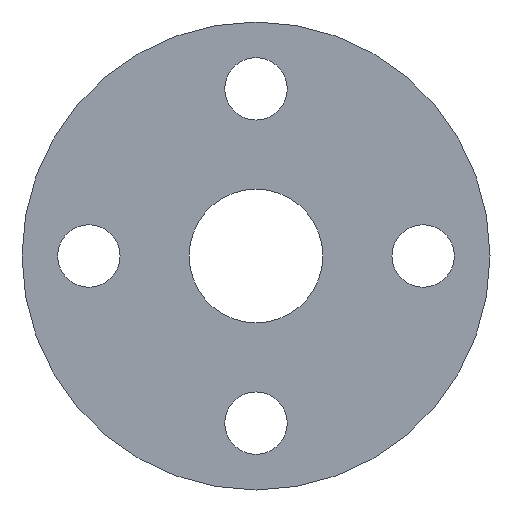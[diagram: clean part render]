
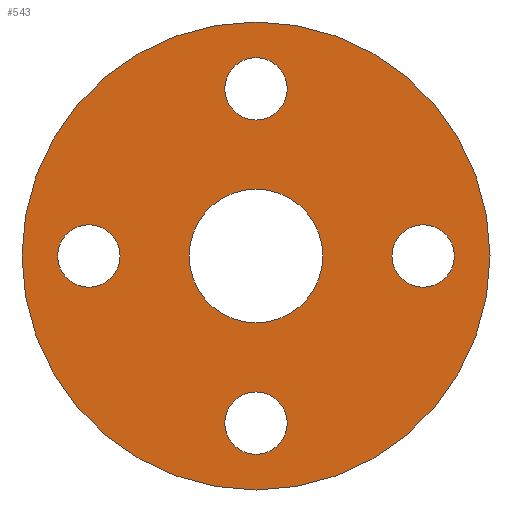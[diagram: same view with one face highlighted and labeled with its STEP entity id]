
A CAD part, front view. The second image highlights one B-rep face of the part: STEP entity #543.
In plain terms, the highlighted planar face has unit normal (0, -1, 0).
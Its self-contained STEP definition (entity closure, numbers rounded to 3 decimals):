
#15 = CARTESIAN_POINT ( 'NONE',  ( 0., 0., 0. ) ) ;
#17 = CARTESIAN_POINT ( 'NONE',  ( 0., 0., 44.5 ) ) ;
#19 = ORIENTED_EDGE ( 'NONE', *, *, #462, .F. ) ;
#21 = CARTESIAN_POINT ( 'NONE',  ( -37.5, 0., 0. ) ) ;
#23 = CARTESIAN_POINT ( 'NONE',  ( 37.5, 0., 0. ) ) ;
#29 = EDGE_LOOP ( 'NONE', ( #287, #163 ) ) ;
#40 = EDGE_CURVE ( 'NONE', #479, #95, #344, .T. ) ;
#53 = EDGE_CURVE ( 'NONE', #80, #495, #239, .T. ) ;
#55 = VERTEX_POINT ( 'NONE', #515 ) ;
#58 = AXIS2_PLACEMENT_3D ( 'NONE', #252, #477, #520 ) ;
#59 = DIRECTION ( 'NONE',  ( 0., 0., -1. ) ) ;
#60 = FACE_BOUND ( 'NONE', #181, .T. ) ;
#71 = DIRECTION ( 'NONE',  ( 0., 0., 1. ) ) ;
#80 = VERTEX_POINT ( 'NONE', #473 ) ;
#91 = CIRCLE ( 'NONE', #426, 7. ) ;
#93 = CARTESIAN_POINT ( 'NONE',  ( 37.5, 0., -7. ) ) ;
#95 = VERTEX_POINT ( 'NONE', #17 ) ;
#98 = DIRECTION ( 'NONE',  ( 0., 1., 0. ) ) ;
#99 = EDGE_LOOP ( 'NONE', ( #19, #236 ) ) ;
#104 = VERTEX_POINT ( 'NONE', #481 ) ;
#106 = EDGE_CURVE ( 'NONE', #495, #80, #527, .T. ) ;
#117 = DIRECTION ( 'NONE',  ( 0., 0., -1. ) ) ;
#123 = EDGE_CURVE ( 'NONE', #355, #170, #525, .T. ) ;
#124 = DIRECTION ( 'NONE',  ( 0., 1., 0. ) ) ;
#126 = DIRECTION ( 'NONE',  ( 0., 0., -1. ) ) ;
#156 = FACE_BOUND ( 'NONE', #29, .T. ) ;
#163 = ORIENTED_EDGE ( 'NONE', *, *, #373, .F. ) ;
#167 = EDGE_LOOP ( 'NONE', ( #312, #285 ) ) ;
#168 = DIRECTION ( 'NONE',  ( 0., 1., 0. ) ) ;
#170 = VERTEX_POINT ( 'NONE', #530 ) ;
#171 = CARTESIAN_POINT ( 'NONE',  ( 0., 0., 0. ) ) ;
#181 = EDGE_LOOP ( 'NONE', ( #383, #554 ) ) ;
#184 = EDGE_CURVE ( 'NONE', #170, #355, #307, .T. ) ;
#194 = AXIS2_PLACEMENT_3D ( 'NONE', #304, #272, #276 ) ;
#210 = DIRECTION ( 'NONE',  ( 0., -1., 0. ) ) ;
#222 = EDGE_LOOP ( 'NONE', ( #336, #361 ) ) ;
#223 = DIRECTION ( 'NONE',  ( 0., -1., 0. ) ) ;
#227 = AXIS2_PLACEMENT_3D ( 'NONE', #352, #210, #117 ) ;
#228 = EDGE_CURVE ( 'NONE', #575, #55, #334, .T. ) ;
#229 = AXIS2_PLACEMENT_3D ( 'NONE', #316, #573, #126 ) ;
#236 = ORIENTED_EDGE ( 'NONE', *, *, #480, .F. ) ;
#237 = CARTESIAN_POINT ( 'NONE',  ( 0., 0., 52.5 ) ) ;
#238 = EDGE_CURVE ( 'NONE', #104, #587, #487, .T. ) ;
#239 = CIRCLE ( 'NONE', #58, 7. ) ;
#242 = DIRECTION ( 'NONE',  ( 0., 0., -1. ) ) ;
#249 = CARTESIAN_POINT ( 'NONE',  ( 0., 0., 37.5 ) ) ;
#251 = EDGE_LOOP ( 'NONE', ( #534, #363 ) ) ;
#252 = CARTESIAN_POINT ( 'NONE',  ( -37.5, 0., 0. ) ) ;
#253 = FACE_OUTER_BOUND ( 'NONE', #222, .T. ) ;
#261 = VERTEX_POINT ( 'NONE', #93 ) ;
#272 = DIRECTION ( 'NONE',  ( 0., 1., 0. ) ) ;
#275 = VERTEX_POINT ( 'NONE', #580 ) ;
#276 = DIRECTION ( 'NONE',  ( 0., 0., 1. ) ) ;
#285 = ORIENTED_EDGE ( 'NONE', *, *, #228, .F. ) ;
#287 = ORIENTED_EDGE ( 'NONE', *, *, #40, .F. ) ;
#295 = EDGE_CURVE ( 'NONE', #55, #575, #569, .T. ) ;
#300 = DIRECTION ( 'NONE',  ( 0., -1., 0. ) ) ;
#304 = CARTESIAN_POINT ( 'NONE',  ( 0., 0., 0. ) ) ;
#307 = CIRCLE ( 'NONE', #194, 52.5 ) ;
#312 = ORIENTED_EDGE ( 'NONE', *, *, #295, .F. ) ;
#316 = CARTESIAN_POINT ( 'NONE',  ( 0., 0., -37.5 ) ) ;
#333 = AXIS2_PLACEMENT_3D ( 'NONE', #171, #168, #535 ) ;
#334 = CIRCLE ( 'NONE', #419, 7. ) ;
#336 = ORIENTED_EDGE ( 'NONE', *, *, #123, .F. ) ;
#344 = CIRCLE ( 'NONE', #227, 7. ) ;
#347 = FACE_BOUND ( 'NONE', #167, .T. ) ;
#350 = DIRECTION ( 'NONE',  ( 0., -1., 0. ) ) ;
#351 = DIRECTION ( 'NONE',  ( 0., 0., -1. ) ) ;
#352 = CARTESIAN_POINT ( 'NONE',  ( 0., 0., 37.5 ) ) ;
#355 = VERTEX_POINT ( 'NONE', #470 ) ;
#361 = ORIENTED_EDGE ( 'NONE', *, *, #184, .F. ) ;
#363 = ORIENTED_EDGE ( 'NONE', *, *, #53, .F. ) ;
#364 = CARTESIAN_POINT ( 'NONE',  ( 0., 0., -37.5 ) ) ;
#367 = DIRECTION ( 'NONE',  ( 0., 0., -1. ) ) ;
#370 = AXIS2_PLACEMENT_3D ( 'NONE', #376, #98, #551 ) ;
#373 = EDGE_CURVE ( 'NONE', #95, #479, #468, .T. ) ;
#376 = CARTESIAN_POINT ( 'NONE',  ( 0., 0., 0. ) ) ;
#382 = CARTESIAN_POINT ( 'NONE',  ( 37.5, 0., 0. ) ) ;
#383 = ORIENTED_EDGE ( 'NONE', *, *, #238, .T. ) ;
#386 = CARTESIAN_POINT ( 'NONE',  ( -37.5, 0., -7. ) ) ;
#388 = EDGE_CURVE ( 'NONE', #587, #104, #541, .T. ) ;
#395 = FACE_BOUND ( 'NONE', #251, .T. ) ;
#406 = AXIS2_PLACEMENT_3D ( 'NONE', #21, #439, #59 ) ;
#419 = AXIS2_PLACEMENT_3D ( 'NONE', #364, #223, #367 ) ;
#426 = AXIS2_PLACEMENT_3D ( 'NONE', #382, #475, #557 ) ;
#429 = DIRECTION ( 'NONE',  ( 0., -1., 0. ) ) ;
#439 = DIRECTION ( 'NONE',  ( 0., -1., 0. ) ) ;
#462 = EDGE_CURVE ( 'NONE', #261, #275, #581, .T. ) ;
#463 = AXIS2_PLACEMENT_3D ( 'NONE', #15, #124, #71 ) ;
#468 = CIRCLE ( 'NONE', #505, 7. ) ;
#470 = CARTESIAN_POINT ( 'NONE',  ( 0., 0., 52.5 ) ) ;
#473 = CARTESIAN_POINT ( 'NONE',  ( -37.5, 0., 7. ) ) ;
#475 = DIRECTION ( 'NONE',  ( 0., -1., 0. ) ) ;
#477 = DIRECTION ( 'NONE',  ( 0., -1., 0. ) ) ;
#479 = VERTEX_POINT ( 'NONE', #514 ) ;
#480 = EDGE_CURVE ( 'NONE', #275, #261, #91, .T. ) ;
#481 = CARTESIAN_POINT ( 'NONE',  ( 0., 0., 15. ) ) ;
#482 = DIRECTION ( 'NONE',  ( 0., 0., -1. ) ) ;
#487 = CIRCLE ( 'NONE', #333, 15. ) ;
#495 = VERTEX_POINT ( 'NONE', #386 ) ;
#505 = AXIS2_PLACEMENT_3D ( 'NONE', #249, #350, #482 ) ;
#514 = CARTESIAN_POINT ( 'NONE',  ( 0., 0., 30.5 ) ) ;
#515 = CARTESIAN_POINT ( 'NONE',  ( 0., 0., -44.5 ) ) ;
#516 = CARTESIAN_POINT ( 'NONE',  ( 0., 0., -30.5 ) ) ;
#518 = CARTESIAN_POINT ( 'NONE',  ( 0., 0., -15. ) ) ;
#520 = DIRECTION ( 'NONE',  ( 0., 0., -1. ) ) ;
#525 = CIRCLE ( 'NONE', #463, 52.5 ) ;
#527 = CIRCLE ( 'NONE', #406, 7. ) ;
#530 = CARTESIAN_POINT ( 'NONE',  ( 0., 0., -52.5 ) ) ;
#534 = ORIENTED_EDGE ( 'NONE', *, *, #106, .F. ) ;
#535 = DIRECTION ( 'NONE',  ( 0., 0., 1. ) ) ;
#541 = CIRCLE ( 'NONE', #370, 15. ) ;
#543 = ADVANCED_FACE ( 'NONE', ( #560, #156, #395, #347, #60, #253 ), #570, .T. ) ;
#549 = AXIS2_PLACEMENT_3D ( 'NONE', #23, #300, #351 ) ;
#551 = DIRECTION ( 'NONE',  ( 0., 0., 1. ) ) ;
#554 = ORIENTED_EDGE ( 'NONE', *, *, #388, .T. ) ;
#557 = DIRECTION ( 'NONE',  ( 0., 0., -1. ) ) ;
#559 = AXIS2_PLACEMENT_3D ( 'NONE', #237, #429, #242 ) ;
#560 = FACE_BOUND ( 'NONE', #99, .T. ) ;
#569 = CIRCLE ( 'NONE', #229, 7. ) ;
#570 = PLANE ( 'NONE',  #559 ) ;
#573 = DIRECTION ( 'NONE',  ( 0., -1., 0. ) ) ;
#575 = VERTEX_POINT ( 'NONE', #516 ) ;
#580 = CARTESIAN_POINT ( 'NONE',  ( 37.5, 0., 7. ) ) ;
#581 = CIRCLE ( 'NONE', #549, 7. ) ;
#587 = VERTEX_POINT ( 'NONE', #518 ) ;
